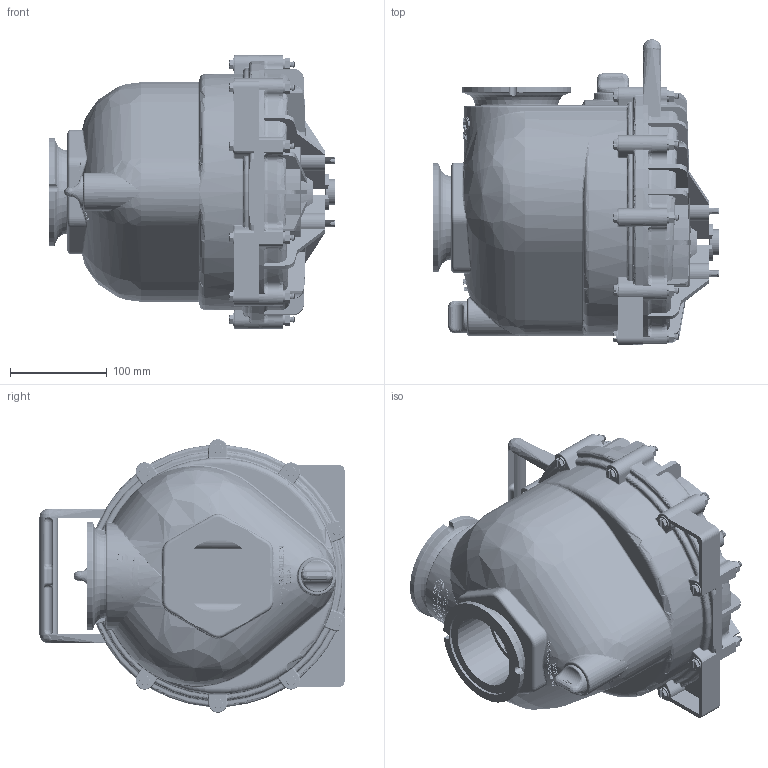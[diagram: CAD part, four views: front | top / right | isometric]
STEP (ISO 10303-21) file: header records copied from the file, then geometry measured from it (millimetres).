
FILE_DESCRIPTION(/* description */ ('3" MANIFOLD POLY PUMP ONLY'),/* implementation_level */ '2;1');
FILE_NAME(/* name */ 'M300PO.stp',/* time_stamp */ '2021-03-03T10:28:51-05:00',/* author */ ('MJC'),/* organization */ (''),/* preprocessor_version */ 'ST-DEVELOPER v18.1',/* originating_system */ 'Autodesk Inventor 2021',/* authorisation */ '');
FILE_SCHEMA (('AUTOMOTIVE_DESIGN { 1 0 10303 214 3 1 1 }'));
Length unit declared in the file: inch
Products named in the file (31): M300PO; 12703A; 12716; M13712; M13712Y; M13712X; M18008P; 13777; 13778; 13702; 12733; 12733_1; 12710; 12705; 13771; 13772; PUMPKIT003; 12715A; 12717; 12719A; 12725; 12754; 12765A; A204; 12775A; 12900; 12901; 12902A; 12720; V07018; V07019
Assembly tree (70 placements, depth 4):
  M300PO
    12703A
    12716
    M13712
      M13712Y
        M13712X
        M18008P  x2
      13777  x2
      13778  x2
    13702
    12733
      12733_1
      12710
    12705
    13771
      13772
    PUMPKIT003
      12715A  x4
      12717  x4
      12719A
      12720  x10
      12725  x2
      12754
      12765A
      A204
      12775A
      12900
      12901  x4
      12902A
      V07018  x10
      V07019  x10
Bounding box: 296.28 x 316.26 x 283.21 mm (x, y, z)
Volume: 3465702.6 mm3; surface area: 1209523.2 mm2
Topology: 82 solids, 83 shells, 7574 faces, 19257 edges, 11951 vertices
Faces by surface type: cylinder 2100, plane 1844, cone 1842, bspline 1054, torus 705, sphere 29
Full cylindrical faces by diameter (mm): 2.87 x2, 2.921 x2, 3.505 x14, 4.572 x1, 4.877 x8, 5.207 x2, 5.588 x7, 6.35 x430, 6.65 x15, 6.858 x20, 7.938 x4, 8.731 x4, 9.525 x2, 11.112 x2, 11.906 x4, 13.208 x10, 17.399 x1, 17.475 x4, 17.78 x2, 18.263 x1, 19.05 x3, 20.637 x1, 20.701 x4, 22.225 x1, 22.631 x2, 24.892 x1, 25.4 x1, 26.924 x1, 26.987 x1, 28.575 x1
Entity records: 216096 total; most frequent: CARTESIAN_POINT 112268, ORIENTED_EDGE 23750, DIRECTION 18409, EDGE_CURVE 11875, VERTEX_POINT 7634, AXIS2_PLACEMENT_3D 6950, EDGE_LOOP 4724, LINE 4509
